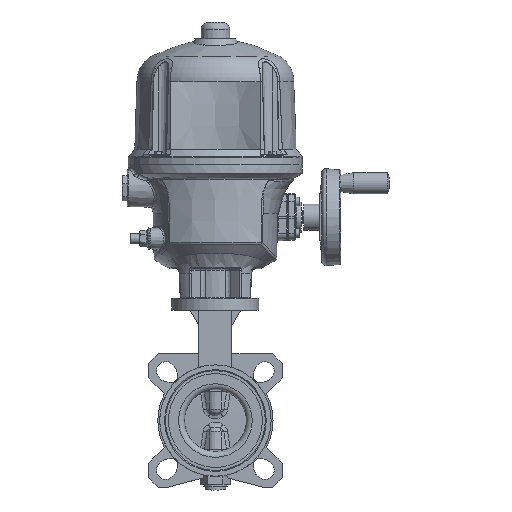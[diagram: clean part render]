
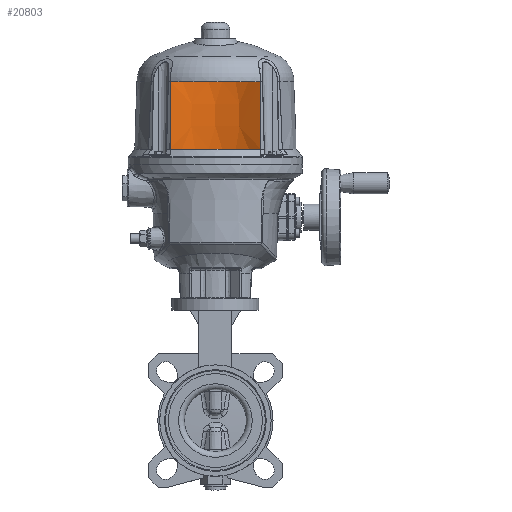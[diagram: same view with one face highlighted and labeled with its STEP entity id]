
A CAD part, left-side view. The second image highlights one B-rep face of the part: STEP entity #20803.
In plain terms, the highlighted conical face has half-angle 2 degrees and reference radius 83.442 mm.
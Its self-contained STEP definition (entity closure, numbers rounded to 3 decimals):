
#4407=CONICAL_SURFACE('',#22539,83.442,0.035);
#5495=FACE_OUTER_BOUND('',#6725,.T.);
#6725=EDGE_LOOP('',(#19263,#19264,#19265,#19266,#19267,#19268,#19269,#19270));
#7486=CIRCLE('',#22336,81.001);
#7624=CIRCLE('',#22538,83.436);
#8392=B_SPLINE_CURVE_WITH_KNOTS('',3,(#59936,#59937,#59938,#59939,#59940,
#59941,#59942),.UNSPECIFIED.,.F.,.F.,(4,3,4),(0.,0.04,
0.07),.UNSPECIFIED.);
#8394=B_SPLINE_CURVE_WITH_KNOTS('',3,(#60406,#60407,#60408,#60409,#60410,
#60411,#60412,#60413,#60414,#60415,#60416,#60417,#60418,#60419),
 .UNSPECIFIED.,.F.,.F.,(4,2,2,2,2,2,4),(0.,0.,
0.001,0.002,0.004,0.011,
0.021),.UNSPECIFIED.);
#8405=B_SPLINE_CURVE_WITH_KNOTS('',3,(#61566,#61567,#61568,#61569,#61570,
#61571,#61572,#61573,#61574,#61575,#61576,#61577,#61578,#61579),
 .UNSPECIFIED.,.F.,.F.,(4,2,2,2,2,2,4),(0.,0.013,
0.022,0.025,0.027,0.027,
0.028),.UNSPECIFIED.);
#8454=B_SPLINE_CURVE_WITH_KNOTS('',3,(#63394,#63395,#63396,#63397,#63398,
#63399,#63400,#63401,#63402,#63403),.UNSPECIFIED.,.F.,.F.,(4,3,3,4),(0.,
0.,0.,0.),
 .UNSPECIFIED.);
#8456=B_SPLINE_CURVE_WITH_KNOTS('',3,(#63433,#63434,#63435,#63436,#63437,
#63438,#63439),.UNSPECIFIED.,.F.,.F.,(4,3,4),(0.,0.04,0.07),
 .UNSPECIFIED.);
#8461=B_SPLINE_CURVE_WITH_KNOTS('',3,(#63516,#63517,#63518,#63519,#63520,
#63521,#63522,#63523,#63524,#63525),.UNSPECIFIED.,.F.,.F.,(4,3,3,4),(0.,
0.,0.,0.),
 .UNSPECIFIED.);
#10241=VERTEX_POINT('',#56031);
#10242=VERTEX_POINT('',#56044);
#10409=VERTEX_POINT('',#59917);
#10410=VERTEX_POINT('',#59934);
#10423=VERTEX_POINT('',#60405);
#10432=VERTEX_POINT('',#61565);
#10491=VERTEX_POINT('',#63393);
#10492=VERTEX_POINT('',#63432);
#13186=EDGE_CURVE('',#10242,#10241,#7486,.T.);
#13434=EDGE_CURVE('',#10409,#10410,#8392,.T.);
#13459=EDGE_CURVE('',#10241,#10423,#8394,.T.);
#13476=EDGE_CURVE('',#10432,#10242,#8405,.T.);
#13572=EDGE_CURVE('',#10432,#10491,#8454,.T.);
#13574=EDGE_CURVE('',#10492,#10491,#8456,.T.);
#13578=EDGE_CURVE('',#10410,#10492,#7624,.T.);
#13581=EDGE_CURVE('',#10409,#10423,#8461,.T.);
#19263=ORIENTED_EDGE('',*,*,#13578,.T.);
#19264=ORIENTED_EDGE('',*,*,#13574,.T.);
#19265=ORIENTED_EDGE('',*,*,#13572,.F.);
#19266=ORIENTED_EDGE('',*,*,#13476,.T.);
#19267=ORIENTED_EDGE('',*,*,#13186,.T.);
#19268=ORIENTED_EDGE('',*,*,#13459,.T.);
#19269=ORIENTED_EDGE('',*,*,#13581,.F.);
#19270=ORIENTED_EDGE('',*,*,#13434,.T.);
#20803=ADVANCED_FACE('',(#5495),#4407,.T.);
#22336=AXIS2_PLACEMENT_3D('',#56045,#26732,#26733);
#22538=AXIS2_PLACEMENT_3D('',#63478,#27199,#27200);
#22539=AXIS2_PLACEMENT_3D('',#63515,#27201,#27202);
#26732=DIRECTION('center_axis',(0.,-1.,0.));
#26733=DIRECTION('ref_axis',(-1.,0.,0.));
#27199=DIRECTION('center_axis',(0.,1.,0.));
#27200=DIRECTION('ref_axis',(-1.,0.,0.));
#27201=DIRECTION('center_axis',(0.,-1.,0.));
#27202=DIRECTION('ref_axis',(-1.,0.,0.));
#56031=CARTESIAN_POINT('',(-46.413,187.082,82.385));
#56044=CARTESIAN_POINT('',(46.413,187.082,82.385));
#56045=CARTESIAN_POINT('Origin',(0.,187.082,
16.));
#59917=CARTESIAN_POINT('',(-46.413,186.828,82.396));
#59934=CARTESIAN_POINT('',(-46.844,117.347,85.045));
#59936=CARTESIAN_POINT('Ctrl Pts',(-46.413,186.828,82.396));
#59937=CARTESIAN_POINT('Ctrl Pts',(-46.509,173.343,82.903));
#59938=CARTESIAN_POINT('Ctrl Pts',(-46.597,159.858,83.415));
#59939=CARTESIAN_POINT('Ctrl Pts',(-46.678,146.373,83.931));
#59940=CARTESIAN_POINT('Ctrl Pts',(-46.737,136.697,84.301));
#59941=CARTESIAN_POINT('Ctrl Pts',(-46.792,127.022,84.672));
#59942=CARTESIAN_POINT('Ctrl Pts',(-46.844,117.347,85.045));
#60405=CARTESIAN_POINT('',(-46.479,187.329,82.328));
#60406=CARTESIAN_POINT('Ctrl Pts',(-46.413,187.082,82.385));
#60407=CARTESIAN_POINT('Ctrl Pts',(-46.414,187.082,82.384));
#60408=CARTESIAN_POINT('Ctrl Pts',(-46.415,187.082,82.383));
#60409=CARTESIAN_POINT('Ctrl Pts',(-46.417,187.083,82.382));
#60410=CARTESIAN_POINT('Ctrl Pts',(-46.418,187.083,82.381));
#60411=CARTESIAN_POINT('Ctrl Pts',(-46.422,187.085,82.379));
#60412=CARTESIAN_POINT('Ctrl Pts',(-46.424,187.087,82.377));
#60413=CARTESIAN_POINT('Ctrl Pts',(-46.43,187.094,82.372));
#60414=CARTESIAN_POINT('Ctrl Pts',(-46.434,187.102,82.369));
#60415=CARTESIAN_POINT('Ctrl Pts',(-46.448,187.133,82.359));
#60416=CARTESIAN_POINT('Ctrl Pts',(-46.455,187.167,82.352));
#60417=CARTESIAN_POINT('Ctrl Pts',(-46.469,187.239,82.339));
#60418=CARTESIAN_POINT('Ctrl Pts',(-46.475,187.286,82.333));
#60419=CARTESIAN_POINT('Ctrl Pts',(-46.479,187.329,82.328));
#61565=CARTESIAN_POINT('',(46.479,187.329,82.328));
#61566=CARTESIAN_POINT('Ctrl Pts',(46.479,187.329,82.328));
#61567=CARTESIAN_POINT('Ctrl Pts',(46.475,187.286,82.333));
#61568=CARTESIAN_POINT('Ctrl Pts',(46.469,187.238,82.339));
#61569=CARTESIAN_POINT('Ctrl Pts',(46.455,187.166,82.352));
#61570=CARTESIAN_POINT('Ctrl Pts',(46.447,187.133,82.359));
#61571=CARTESIAN_POINT('Ctrl Pts',(46.434,187.102,82.369));
#61572=CARTESIAN_POINT('Ctrl Pts',(46.43,187.094,82.372));
#61573=CARTESIAN_POINT('Ctrl Pts',(46.424,187.087,82.377));
#61574=CARTESIAN_POINT('Ctrl Pts',(46.422,187.085,82.379));
#61575=CARTESIAN_POINT('Ctrl Pts',(46.418,187.083,82.381));
#61576=CARTESIAN_POINT('Ctrl Pts',(46.417,187.083,82.382));
#61577=CARTESIAN_POINT('Ctrl Pts',(46.415,187.082,82.383));
#61578=CARTESIAN_POINT('Ctrl Pts',(46.414,187.082,82.384));
#61579=CARTESIAN_POINT('Ctrl Pts',(46.413,187.082,82.385));
#63393=CARTESIAN_POINT('',(46.413,186.828,82.396));
#63394=CARTESIAN_POINT('Ctrl Pts',(46.479,187.329,82.328));
#63395=CARTESIAN_POINT('Ctrl Pts',(46.471,187.246,82.337));
#63396=CARTESIAN_POINT('Ctrl Pts',(46.461,187.164,82.348));
#63397=CARTESIAN_POINT('Ctrl Pts',(46.449,187.082,82.36));
#63398=CARTESIAN_POINT('Ctrl Pts',(46.449,187.078,82.36));
#63399=CARTESIAN_POINT('Ctrl Pts',(46.448,187.074,82.361));
#63400=CARTESIAN_POINT('Ctrl Pts',(46.448,187.07,82.361));
#63401=CARTESIAN_POINT('Ctrl Pts',(46.436,186.989,82.373));
#63402=CARTESIAN_POINT('Ctrl Pts',(46.425,186.909,82.384));
#63403=CARTESIAN_POINT('Ctrl Pts',(46.413,186.828,82.396));
#63432=CARTESIAN_POINT('',(46.844,117.347,85.045));
#63433=CARTESIAN_POINT('Ctrl Pts',(46.844,117.347,85.045));
#63434=CARTESIAN_POINT('Ctrl Pts',(46.771,130.831,84.525));
#63435=CARTESIAN_POINT('Ctrl Pts',(46.693,144.316,84.008));
#63436=CARTESIAN_POINT('Ctrl Pts',(46.608,157.801,83.495));
#63437=CARTESIAN_POINT('Ctrl Pts',(46.547,167.477,83.126));
#63438=CARTESIAN_POINT('Ctrl Pts',(46.482,177.152,82.76));
#63439=CARTESIAN_POINT('Ctrl Pts',(46.413,186.828,82.396));
#63478=CARTESIAN_POINT('Origin',(0.,117.347,
16.));
#63515=CARTESIAN_POINT('Origin',(0.,117.168,
16.));
#63516=CARTESIAN_POINT('Ctrl Pts',(-46.413,186.828,82.396));
#63517=CARTESIAN_POINT('Ctrl Pts',(-46.425,186.909,82.384));
#63518=CARTESIAN_POINT('Ctrl Pts',(-46.436,186.989,82.373));
#63519=CARTESIAN_POINT('Ctrl Pts',(-46.448,187.07,82.361));
#63520=CARTESIAN_POINT('Ctrl Pts',(-46.448,187.074,82.361));
#63521=CARTESIAN_POINT('Ctrl Pts',(-46.449,187.078,82.36));
#63522=CARTESIAN_POINT('Ctrl Pts',(-46.449,187.082,82.36));
#63523=CARTESIAN_POINT('Ctrl Pts',(-46.461,187.164,82.348));
#63524=CARTESIAN_POINT('Ctrl Pts',(-46.471,187.246,82.337));
#63525=CARTESIAN_POINT('Ctrl Pts',(-46.479,187.329,82.328));
